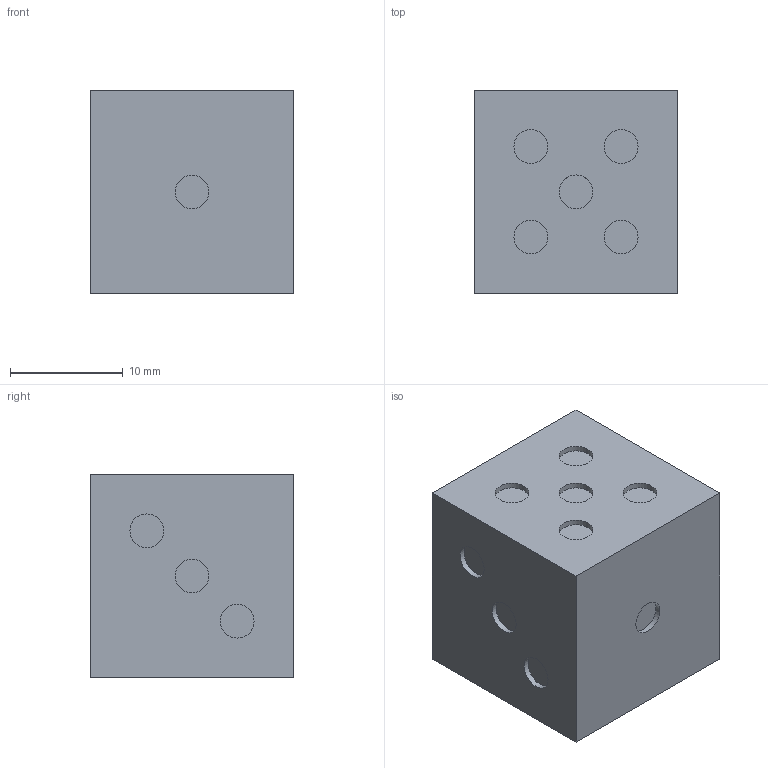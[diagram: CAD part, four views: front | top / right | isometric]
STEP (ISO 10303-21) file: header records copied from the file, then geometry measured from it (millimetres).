
FILE_DESCRIPTION(/* description */ ('STEP AP242','CAx-IF Rec.Pracs.---Representation and Presentation of Product Manufacturing Information (PMI)---4.0---2014-10-13','CAx-IF Rec.Pracs.---3D Tessellated Geometry---0.4---2014-09-14','2;1'),/* implementation_level */ '2;1');
FILE_SCHEMA (('AP242_MANAGED_MODEL_BASED_3D_ENGINEERING_MIM_LF { 1 0 10303 442 1 1 4 }'));
Length unit declared in the file: metre
Products named in the file (1): Part 1
Bounding box: 18 x 18 x 18 mm (x, y, z)
Volume: 3845.3 mm3; surface area: 3003 mm2
Topology: 1 solids, 2 shells, 54 faces, 87 edges, 58 vertices
Faces by surface type: plane 33, cylinder 21
Full cylindrical faces by diameter (mm): 3 x21
Entity records: 1168 total; most frequent: DIRECTION 218, CARTESIAN_POINT 179, ORIENTED_EDGE 132, AXIS2_PLACEMENT_3D 97, EDGE_LOOP 96, FACE_BOUND 96, EDGE_CURVE 66, VERTEX_POINT 58
